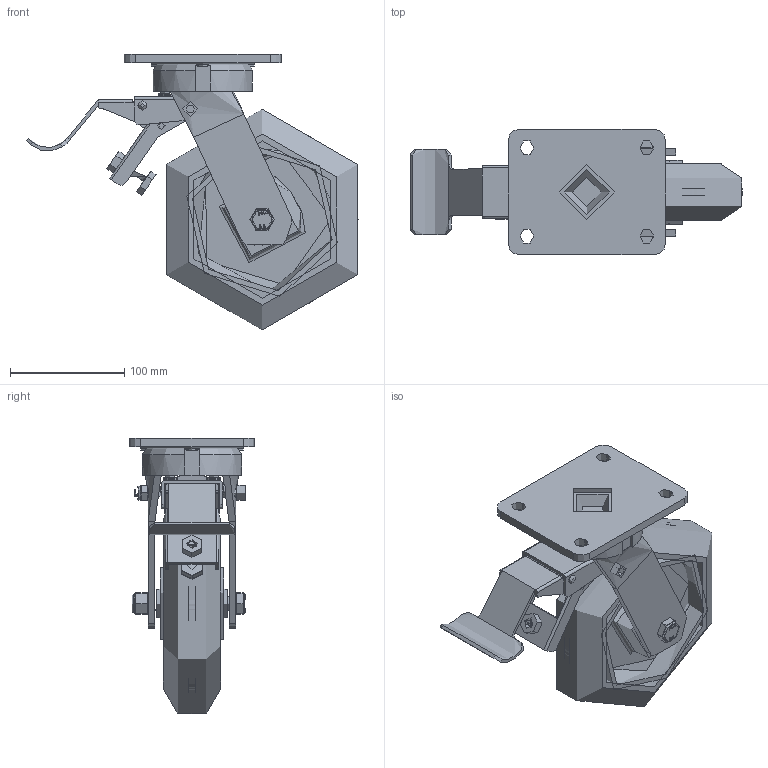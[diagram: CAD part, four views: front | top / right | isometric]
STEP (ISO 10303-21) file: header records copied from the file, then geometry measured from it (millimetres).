
FILE_DESCRIPTION(/* description */ (''),/* implementation_level */ '2;1');
FILE_NAME(/* name */ 'BZKL200RPTABJSWB.step',/* time_stamp */ '2024-09-24T12:27:49+01:00',/* author */ (''),/* organization */ (''),/* preprocessor_version */ 'ST-DEVELOPER v20',/* originating_system */ 'Autodesk Translation Framework v13.20.0.188',/* authorisation */ '');
FILE_SCHEMA (('AUTOMOTIVE_DESIGN { 1 0 10303 214 3 1 1 }'));
Products named in the file (42): BZKL200RPTABJSWB; BZKL200ASSWB v1; FABRICATED STEEL TOP PLATE; FABRICATED STEEL FORKS; FABRICATED STEEL BRAKE; NUT; BOLT; BRAKE PART 1; BRAKE PEDAL; BRAKE PART 2; BRAKE PART 3; BOLT2; BOLT3; BOLT4; NUT2; BRAKE BOLT; RUBBER; BOLTS; BZH200WRPTABJM20 v1; 95 SHORE A POLYURETHANE TYRE; ALUMINIUM RIM; ALUMINIUM RIM Geometry; BEARING SPACER; BEARING6204; BALL BEARINGS; BEARING6204 (1); BALL BEARINGS (1); Component3; INNER; OUTER; MIDDLE; RUBBER (1); TH20X4X12 v1; ZINC PLATED HEADED SPACER; TH20X4X12 v1 (1); ZINC PLATED HEADED SPACER (1); HEXBOLTM12X90Z8.8 v2; GRADE 8.8 ZINC PLATED BOLT; NYLOCM12Z14MM v1; NYLOC NUT ...
Assembly tree (60 placements, depth 5):
  BZKL200RPTABJSWB
    BZKL200ASSWB v1
      FABRICATED STEEL TOP PLATE
      FABRICATED STEEL FORKS
      FABRICATED STEEL BRAKE
        NUT
        BOLT
        BRAKE PART 1
        BRAKE PEDAL
        BRAKE PART 2
        BRAKE PART 3
        BOLT2
        BOLT3
        BOLT4
        NUT2
        BRAKE BOLT
        RUBBER
        BOLTS
    BZH200WRPTABJM20 v1
      95 SHORE A POLYURETHANE TYRE
      ALUMINIUM RIM
        ALUMINIUM RIM Geometry
        BEARING SPACER
      BEARING6204
        INNER
        OUTER
        BALL BEARINGS
          Component3  x8
        MIDDLE
        RUBBER (1)
      BEARING6204 (1)
        BALL BEARINGS (1)
          Component3  x8
        INNER
        OUTER
        MIDDLE
        RUBBER (1)
    TH20X4X12 v1
      ZINC PLATED HEADED SPACER
    TH20X4X12 v1 (1)
      ZINC PLATED HEADED SPACER (1)
    HEXBOLTM12X90Z8.8 v2
      GRADE 8.8 ZINC PLATED BOLT
    NYLOCM12Z14MM v1
      NYLOC NUT
        NUT (1)
        RUBBER (2)
Bounding box: 291 x 110 x 241.65 mm (x, y, z)
Volume: 1450881.3 mm3; surface area: 370843.2 mm2
Topology: 50 solids, 50 shells, 1359 faces, 3455 edges, 2287 vertices
Faces by surface type: plane 570, cylinder 359, bspline 334, sphere 66, torus 22, cone 8
Full cylindrical faces by diameter (mm): 6 x34, 7 x2, 8 x33, 9 x24, 9.836 x16, 10 x2, 11.834 x16, 12 x5, 12.2 x2, 12.5 x1, 13 x3, 14 x2, 17.75 x1, 18.5 x1, 19.9 x2, 20 x3, 24 x1, 25 x2, 27 x2, 28.5 x8, 30.8 x4, 31.3 x4, 40.3 x4, 40.5 x4, 40.8 x4, 42 x11, 47 x4, 48 x1, 87 x1, 90 x1
Entity records: 52147 total; most frequent: CARTESIAN_POINT 27740, ORIENTED_EDGE 4984, DIRECTION 4377, EDGE_CURVE 2492, VERTEX_POINT 1653, AXIS2_PLACEMENT_3D 1582, EDGE_LOOP 1245, LINE 1213
